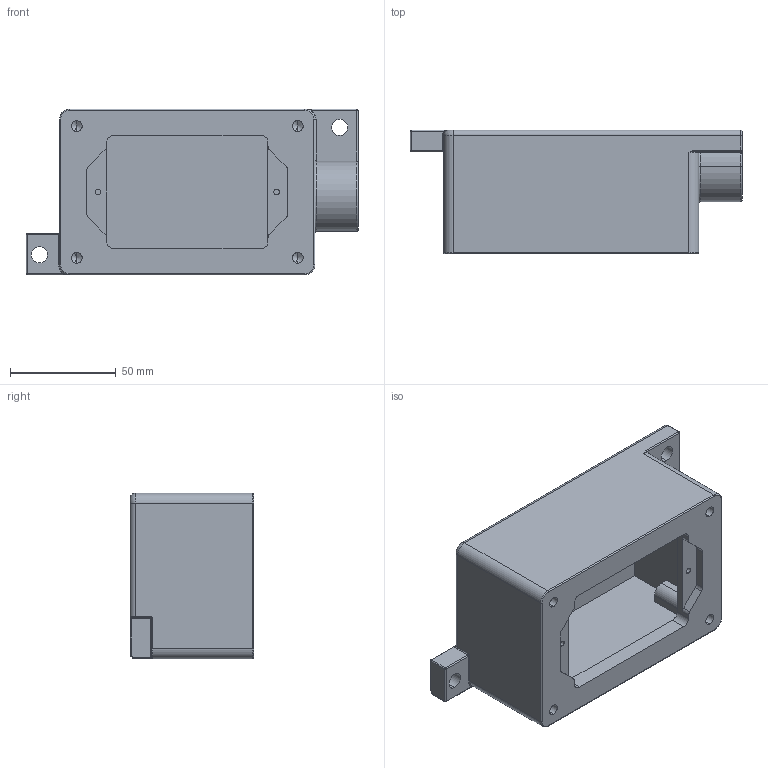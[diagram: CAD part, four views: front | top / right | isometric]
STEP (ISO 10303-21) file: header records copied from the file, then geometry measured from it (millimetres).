
FILE_DESCRIPTION (( 'STEP AP214' ), '1' );
FILE_NAME ('SWB-2.step', '2016-03-09T20:38:01', ( '' ), ( '' ), 'SwSTEP 2.0', 'SolidWorks 2015', '' );
FILE_SCHEMA (( 'AUTOMOTIVE_DESIGN' ));
Length unit declared in the file: inch
Products named in the file (1): SWB-2
Bounding box: 156.84 x 58.42 x 78.23 mm (x, y, z)
Volume: 224292.6 mm3; surface area: 71969.2 mm2
Topology: 1 solids, 1 shells, 266 faces, 693 edges, 431 vertices
Faces by surface type: plane 112, cylinder 79, bspline 36, torus 26, cone 8, sphere 5
Entity records: 10252 total; most frequent: CARTESIAN_POINT 3403, ORIENTED_EDGE 1354, DIRECTION 1262, EDGE_CURVE 677, AXIS2_PLACEMENT_3D 432, VERTEX_POINT 431, LINE 398, VECTOR 398
